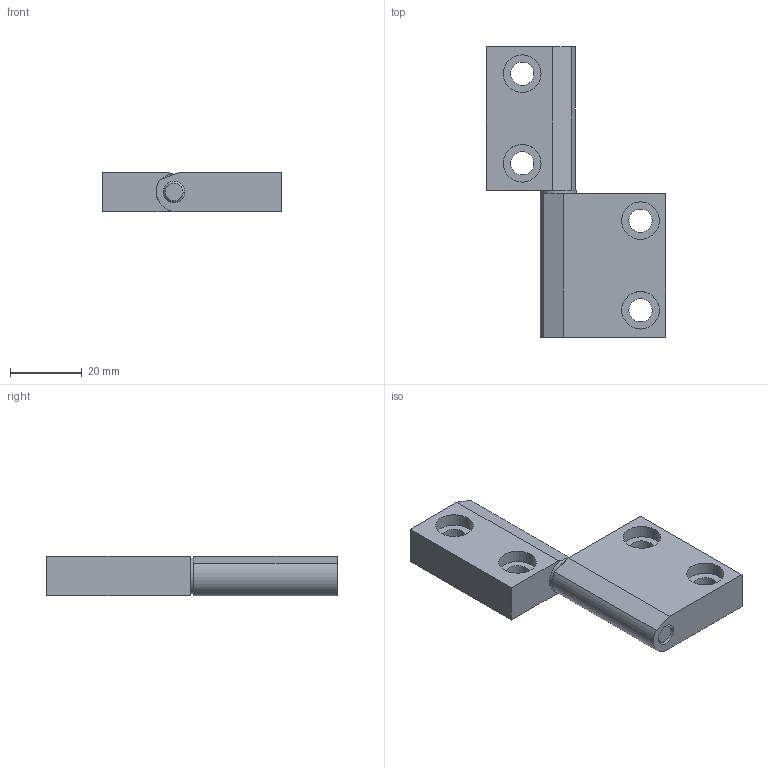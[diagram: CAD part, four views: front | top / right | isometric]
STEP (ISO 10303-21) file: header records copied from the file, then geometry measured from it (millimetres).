
FILE_DESCRIPTION(/* description */ ('CERNIERA 50X80 C/P ALLUMINIO SERIE 45'),/* implementation_level */ '2;1');
FILE_NAME(/* name */ 'CCRYY0000011 (15.161.00) - OLD.stp',/* time_stamp */ '2022-07-07T15:04:39+02:00',/* author */ ('tecnico7'),/* organization */ (''),/* preprocessor_version */ 'ST-DEVELOPER v18.1',/* originating_system */ 'Autodesk Inventor 2022',/* authorisation */ '');
FILE_SCHEMA (('AUTOMOTIVE_DESIGN { 1 0 10303 214 3 1 1 }'));
Length unit declared in the file: millimetre
Products named in the file (5): CCRYY0000011 (15.161.00) - OLD; CCRYY0000016 (15.162.00) semicerniera; CCRYY0000008 (15.160.00) semicerniera; F3DTM0000679; 440000000950
Assembly tree (4 placements, depth 2):
  CCRYY0000011 (15.161.00) - OLD
    CCRYY0000016 (15.162.00) semicerniera
    CCRYY0000008 (15.160.00) semicerniera
    F3DTM0000679
    440000000950
Bounding box: 50 x 81 x 11 mm (x, y, z)
Volume: 22918.1 mm3; surface area: 11325.9 mm2
Topology: 4 solids, 4 shells, 37 faces, 73 edges, 48 vertices
Faces by surface type: plane 20, cylinder 15, cone 2
Full cylindrical faces by diameter (mm): 5 x1, 6 x3, 6.5 x4, 10 x1, 10.5 x4
Entity records: 1192 total; most frequent: DIRECTION 197, CARTESIAN_POINT 167, ORIENTED_EDGE 146, AXIS2_PLACEMENT_3D 78, EDGE_CURVE 73, EDGE_LOOP 55, VERTEX_POINT 48, LINE 41
